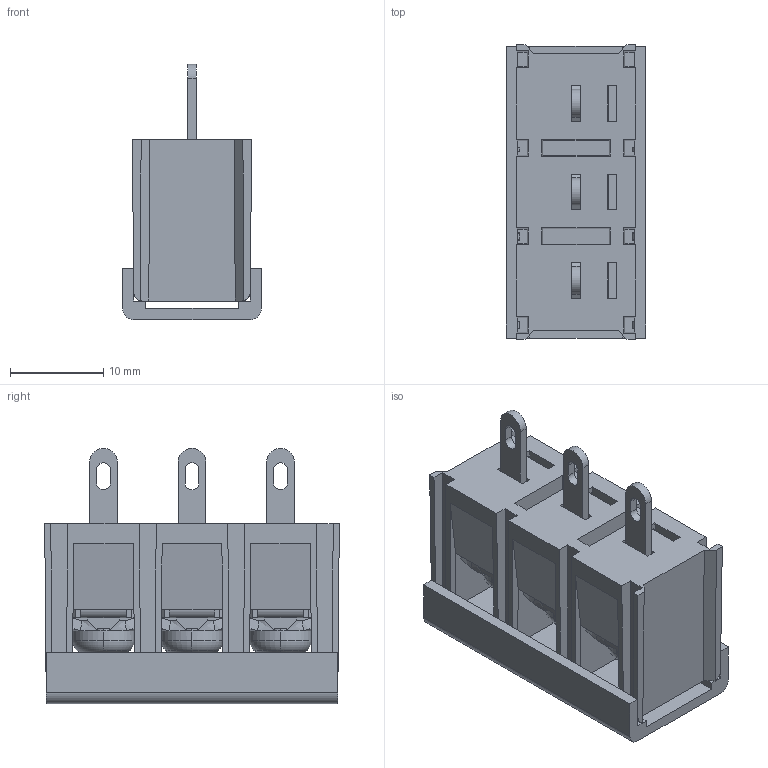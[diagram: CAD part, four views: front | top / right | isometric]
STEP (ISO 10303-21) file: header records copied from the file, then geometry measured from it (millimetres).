
FILE_DESCRIPTION((''),'2;1');
FILE_NAME('DG48H-B-06P-13-00A_H_100_ASM','2022-01-20T',('Administrator'),(''),'PRO/ENGINEER BY PARAMETRIC TECHNOLOGY CORPORATION, 2010280','PRO/ENGINEER BY PARAMETRIC TECHNOLOGY CORPORATION, 2010280','');
FILE_SCHEMA(('CONFIG_CONTROL_DESIGN'));
Products named in the file (1): DG48H-B-06P-13-00A_H_100_ASM
Bounding box: 15 x 31.62 x 27.4 mm (x, y, z)
Volume: 4292.1 mm3; surface area: 7670.6 mm2
Topology: 1 solids, 1 shells, 910 faces, 2649 edges, 1673 vertices
Faces by surface type: plane 621, cylinder 141, bspline 108, torus 40
Entity records: 43699 total; most frequent: CARTESIAN_POINT 20614, ORIENTED_EDGE 5274, DIRECTION 4067, EDGE_CURVE 2637, VECTOR 1899, LINE 1899, VERTEX_POINT 1673, AXIS2_PLACEMENT_3D 1084
